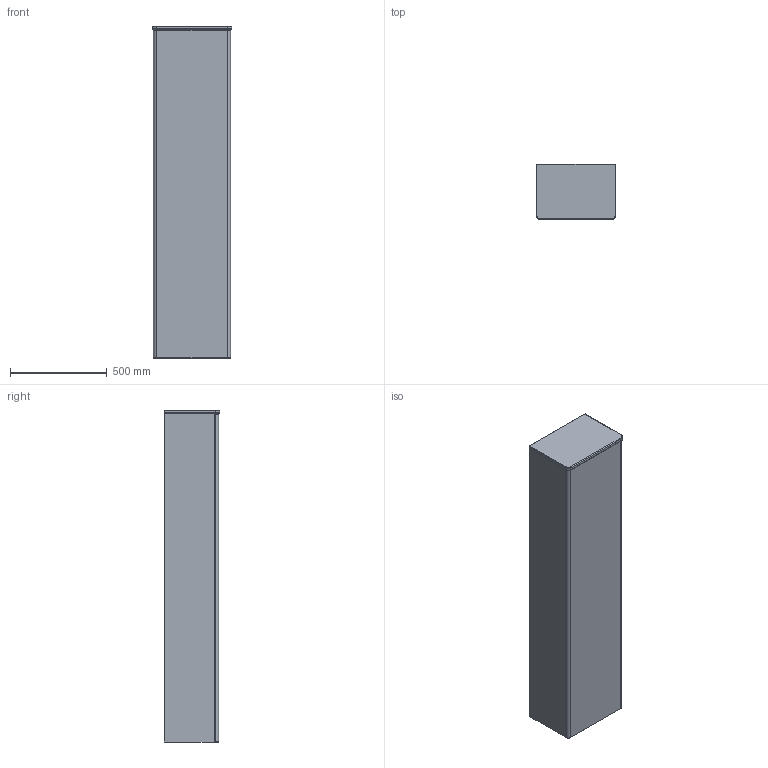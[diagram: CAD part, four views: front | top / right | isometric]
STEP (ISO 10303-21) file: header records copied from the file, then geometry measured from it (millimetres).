
FILE_DESCRIPTION((' '),'2;1');
FILE_NAME('K450_L450.stp','2023-04-05T08:15:57',(' '),(' '),' ','ACIS',' ');
FILE_SCHEMA(('CONFIG_CONTROL_DESIGN'));
Length unit declared in the file: millimetre
Products named in the file (9): K450_L450.stp; Körper1; Körper2; Körper3; Körper4; Körper5; Körper6; Körper7; Körper8
Assembly tree (8 placements, depth 2):
  K450_L450.stp
    Körper1
    Körper2
    Körper3
    Körper4
    Körper5
    Körper6
    Körper7
    Körper8
Bounding box: 412 x 287 x 1719 mm (x, y, z)
Volume: 38336621.1 mm3; surface area: 5552351.9 mm2
Topology: 8 solids, 8 shells, 116 faces, 262 edges, 164 vertices
Faces by surface type: plane 90, cylinder 14, cone 8, torus 4
Entity records: 4426 total; most frequent: DIRECTION 568, CARTESIAN_POINT 559, ORIENTED_EDGE 524, EDGE_CURVE 262, VECTOR 222, LINE 222, AXIS2_PLACEMENT_3D 173, VERTEX_POINT 164
